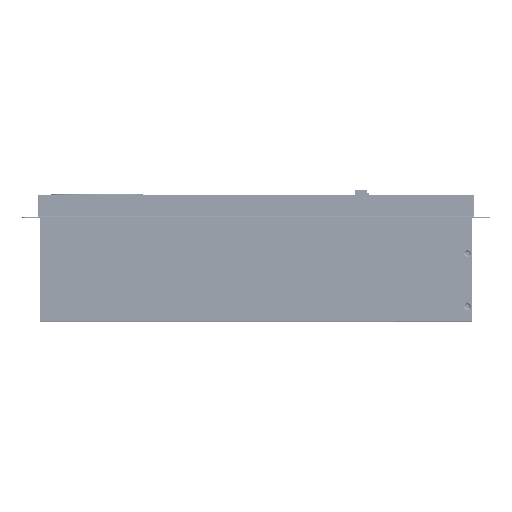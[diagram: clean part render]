
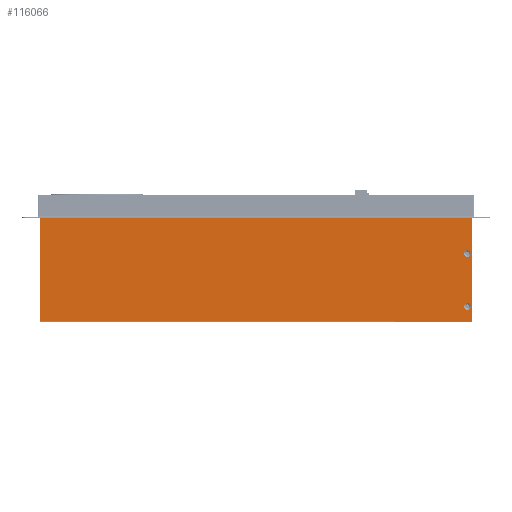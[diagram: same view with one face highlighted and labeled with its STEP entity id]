
A CAD part, left-side view. The second image highlights one B-rep face of the part: STEP entity #116066.
In plain terms, the highlighted planar face has unit normal (-1, 0, 0).
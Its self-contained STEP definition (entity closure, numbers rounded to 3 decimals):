
#1949 = CARTESIAN_POINT ( 'NONE',  ( 0., 548.929, 240. ) ) ;
#3571 = EDGE_LOOP ( 'NONE', ( #44960, #62847 ) ) ;
#5364 = LINE ( 'NONE', #33747, #153512 ) ;
#6516 = CARTESIAN_POINT ( 'NONE',  ( 0., 6.5, 142. ) ) ;
#8418 = ORIENTED_EDGE ( 'NONE', *, *, #77249, .T. ) ;
#10695 = EDGE_CURVE ( 'NONE', #143010, #50072, #62439, .T. ) ;
#11108 = EDGE_CURVE ( 'NONE', #82435, #90498, #26772, .T. ) ;
#13062 = DIRECTION ( 'NONE',  ( -1., 0., 0. ) ) ;
#14710 = DIRECTION ( 'NONE',  ( -1., 0., 0. ) ) ;
#14981 = CARTESIAN_POINT ( 'NONE',  ( 0., 6.5, 82.75 ) ) ;
#16670 = DIRECTION ( 'NONE',  ( 0., 0., -1. ) ) ;
#20585 = CARTESIAN_POINT ( 'NONE',  ( 0., 539.5, 158.8 ) ) ;
#21219 = DIRECTION ( 'NONE',  ( -1., 0., 0. ) ) ;
#23160 = CARTESIAN_POINT ( 'NONE',  ( 0., 6.5, 91.25 ) ) ;
#23665 = CARTESIAN_POINT ( 'NONE',  ( 0., 16., 159. ) ) ;
#26772 = LINE ( 'NONE', #171057, #124771 ) ;
#27372 = ORIENTED_EDGE ( 'NONE', *, *, #11108, .F. ) ;
#27648 = CARTESIAN_POINT ( 'NONE',  ( 0., 548.929, 159. ) ) ;
#27786 = ORIENTED_EDGE ( 'NONE', *, *, #93501, .F. ) ;
#33747 = CARTESIAN_POINT ( 'NONE',  ( 0., 0., 159. ) ) ;
#34339 = DIRECTION ( 'NONE',  ( 0., 0., -1. ) ) ;
#36515 = DIRECTION ( 'NONE',  ( 0., 0., 1. ) ) ;
#36930 = DIRECTION ( 'NONE',  ( 0., 0., -1. ) ) ;
#37194 = CIRCLE ( 'NONE', #107866, 4.25 ) ;
#37548 = DIRECTION ( 'NONE',  ( 0., 0., 1. ) ) ;
#37764 = FACE_BOUND ( 'NONE', #104198, .T. ) ;
#37953 = VERTEX_POINT ( 'NONE', #14981 ) ;
#38412 = CARTESIAN_POINT ( 'NONE',  ( 0., 0., 1.2 ) ) ;
#38459 = VERTEX_POINT ( 'NONE', #27648 ) ;
#40297 = VECTOR ( 'NONE', #34339, 1000. ) ;
#40634 = EDGE_CURVE ( 'NONE', #92250, #164988, #168234, .T. ) ;
#41573 = DIRECTION ( 'NONE',  ( 0., 0., 1. ) ) ;
#41792 = CARTESIAN_POINT ( 'NONE',  ( 0., 1., 158. ) ) ;
#42359 = DIRECTION ( 'NONE',  ( -1., 0., 0. ) ) ;
#44960 = ORIENTED_EDGE ( 'NONE', *, *, #130787, .F. ) ;
#46465 = CARTESIAN_POINT ( 'NONE',  ( 0., 0., 159. ) ) ;
#46727 = CARTESIAN_POINT ( 'NONE',  ( 0., 6.5, 15.75 ) ) ;
#49715 = DIRECTION ( 'NONE',  ( -1., 0., 0. ) ) ;
#50072 = VERTEX_POINT ( 'NONE', #101911 ) ;
#50260 = AXIS2_PLACEMENT_3D ( 'NONE', #165843, #21219, #60912 ) ;
#50281 = ORIENTED_EDGE ( 'NONE', *, *, #75354, .F. ) ;
#50428 = DIRECTION ( 'NONE',  ( -1., 0., 0. ) ) ;
#51445 = DIRECTION ( 'NONE',  ( 0., 1., 0. ) ) ;
#55025 = EDGE_LOOP ( 'NONE', ( #27786, #122736 ) ) ;
#58910 = DIRECTION ( 'NONE',  ( 0., -1., 0. ) ) ;
#59167 = VECTOR ( 'NONE', #61041, 1000. ) ;
#60808 = CARTESIAN_POINT ( 'NONE',  ( 0., 6.5, 87. ) ) ;
#60912 = DIRECTION ( 'NONE',  ( 0., 0., 1. ) ) ;
#61041 = DIRECTION ( 'NONE',  ( 0., -1., 0. ) ) ;
#61384 = DIRECTION ( 'NONE',  ( 0., 0., 1. ) ) ;
#62439 = CIRCLE ( 'NONE', #134133, 1. ) ;
#62847 = ORIENTED_EDGE ( 'NONE', *, *, #133867, .F. ) ;
#62894 = FACE_BOUND ( 'NONE', #3571, .T. ) ;
#66042 = VECTOR ( 'NONE', #36515, 1000. ) ;
#66504 = CARTESIAN_POINT ( 'NONE',  ( 0., 6.5, 24.25 ) ) ;
#68217 = VERTEX_POINT ( 'NONE', #46727 ) ;
#69103 = FACE_BOUND ( 'NONE', #55025, .T. ) ;
#71529 = LINE ( 'NONE', #73165, #155006 ) ;
#73165 = CARTESIAN_POINT ( 'NONE',  ( 0., 548.929, 1.2 ) ) ;
#73883 = VERTEX_POINT ( 'NONE', #23160 ) ;
#75310 = CARTESIAN_POINT ( 'NONE',  ( 0., 16., 158.8 ) ) ;
#75354 = EDGE_CURVE ( 'NONE', #38459, #82435, #5364, .T. ) ;
#75813 = LINE ( 'NONE', #46465, #59167 ) ;
#75983 = PLANE ( 'NONE',  #166708 ) ;
#77249 = EDGE_CURVE ( 'NONE', #101238, #104218, #71529, .T. ) ;
#77663 = EDGE_CURVE ( 'NONE', #37953, #73883, #98426, .T. ) ;
#78547 = EDGE_CURVE ( 'NONE', #148565, #167894, #117134, .T. ) ;
#78576 = LINE ( 'NONE', #117243, #111817 ) ;
#80136 = CIRCLE ( 'NONE', #151850, 4.25 ) ;
#81265 = CARTESIAN_POINT ( 'NONE',  ( 0., 6.5, 87. ) ) ;
#82435 = VERTEX_POINT ( 'NONE', #137585 ) ;
#82943 = EDGE_CURVE ( 'NONE', #164988, #50072, #75813, .T. ) ;
#83807 = CARTESIAN_POINT ( 'NONE',  ( 0., 6.5, 20. ) ) ;
#84376 = DIRECTION ( 'NONE',  ( 0., 0., 1. ) ) ;
#85532 = DIRECTION ( 'NONE',  ( -1., 0., 0. ) ) ;
#86731 = ORIENTED_EDGE ( 'NONE', *, *, #136977, .T. ) ;
#90498 = VERTEX_POINT ( 'NONE', #20585 ) ;
#90653 = EDGE_CURVE ( 'NONE', #92250, #90498, #78576, .T. ) ;
#92250 = VERTEX_POINT ( 'NONE', #75310 ) ;
#92334 = CARTESIAN_POINT ( 'NONE',  ( 0., 6.5, 142. ) ) ;
#93501 = EDGE_CURVE ( 'NONE', #167894, #148565, #138364, .T. ) ;
#98426 = CIRCLE ( 'NONE', #167095, 4.25 ) ;
#101238 = VERTEX_POINT ( 'NONE', #111261 ) ;
#101911 = CARTESIAN_POINT ( 'NONE',  ( 0., 1., 159. ) ) ;
#101920 = CARTESIAN_POINT ( 'NONE',  ( 0., 0., 159. ) ) ;
#101952 = ORIENTED_EDGE ( 'NONE', *, *, #77663, .F. ) ;
#102799 = LINE ( 'NONE', #101920, #40297 ) ;
#102937 = CARTESIAN_POINT ( 'NONE',  ( 0., 6.5, 137.75 ) ) ;
#104198 = EDGE_LOOP ( 'NONE', ( #134139, #101952 ) ) ;
#104218 = VERTEX_POINT ( 'NONE', #38412 ) ;
#105087 = DIRECTION ( 'NONE',  ( 0., 0., -1. ) ) ;
#106323 = DIRECTION ( 'NONE',  ( 0., 0., 1. ) ) ;
#107866 = AXIS2_PLACEMENT_3D ( 'NONE', #83807, #85532, #84376 ) ;
#109561 = CARTESIAN_POINT ( 'NONE',  ( 0., 0., 158. ) ) ;
#111261 = CARTESIAN_POINT ( 'NONE',  ( 0., 548.929, 1.2 ) ) ;
#111280 = CIRCLE ( 'NONE', #50260, 4.25 ) ;
#111817 = VECTOR ( 'NONE', #51445, 1000. ) ;
#113452 = EDGE_LOOP ( 'NONE', ( #160762, #141348, #114758, #148588, #117795, #27372, #50281, #86731, #8418 ) ) ;
#114758 = ORIENTED_EDGE ( 'NONE', *, *, #82943, .F. ) ;
#116066 = ADVANCED_FACE ( 'NONE', ( #62894, #37764, #156735, #69103 ), #75983, .F. ) ;
#117134 = CIRCLE ( 'NONE', #135949, 4.25 ) ;
#117243 = CARTESIAN_POINT ( 'NONE',  ( 0., 16., 158.8 ) ) ;
#117611 = VECTOR ( 'NONE', #134370, 1000. ) ;
#117704 = AXIS2_PLACEMENT_3D ( 'NONE', #92334, #50428, #37548 ) ;
#117795 = ORIENTED_EDGE ( 'NONE', *, *, #90653, .T. ) ;
#122736 = ORIENTED_EDGE ( 'NONE', *, *, #78547, .F. ) ;
#124771 = VECTOR ( 'NONE', #105087, 1000. ) ;
#130787 = EDGE_CURVE ( 'NONE', #164634, #68217, #37194, .T. ) ;
#133867 = EDGE_CURVE ( 'NONE', #68217, #164634, #111280, .T. ) ;
#134133 = AXIS2_PLACEMENT_3D ( 'NONE', #41792, #42359, #16670 ) ;
#134139 = ORIENTED_EDGE ( 'NONE', *, *, #142315, .F. ) ;
#134370 = DIRECTION ( 'NONE',  ( 0., 0., -1. ) ) ;
#134443 = LINE ( 'NONE', #1949, #117611 ) ;
#135949 = AXIS2_PLACEMENT_3D ( 'NONE', #6516, #13062, #106323 ) ;
#136977 = EDGE_CURVE ( 'NONE', #38459, #101238, #134443, .T. ) ;
#137585 = CARTESIAN_POINT ( 'NONE',  ( 0., 539.5, 159. ) ) ;
#138364 = CIRCLE ( 'NONE', #117704, 4.25 ) ;
#141348 = ORIENTED_EDGE ( 'NONE', *, *, #10695, .T. ) ;
#142315 = EDGE_CURVE ( 'NONE', #73883, #37953, #80136, .T. ) ;
#143010 = VERTEX_POINT ( 'NONE', #109561 ) ;
#143269 = EDGE_CURVE ( 'NONE', #143010, #104218, #102799, .T. ) ;
#147133 = CARTESIAN_POINT ( 'NONE',  ( 0., 6.5, 146.25 ) ) ;
#148565 = VERTEX_POINT ( 'NONE', #102937 ) ;
#148588 = ORIENTED_EDGE ( 'NONE', *, *, #40634, .F. ) ;
#151850 = AXIS2_PLACEMENT_3D ( 'NONE', #60808, #49715, #61384 ) ;
#153512 = VECTOR ( 'NONE', #58910, 1000. ) ;
#155006 = VECTOR ( 'NONE', #164706, 1000. ) ;
#156735 = FACE_OUTER_BOUND ( 'NONE', #113452, .T. ) ;
#160762 = ORIENTED_EDGE ( 'NONE', *, *, #143269, .F. ) ;
#164634 = VERTEX_POINT ( 'NONE', #66504 ) ;
#164706 = DIRECTION ( 'NONE',  ( 0., -1., 0. ) ) ;
#164988 = VERTEX_POINT ( 'NONE', #171165 ) ;
#165843 = CARTESIAN_POINT ( 'NONE',  ( 0., 6.5, 20. ) ) ;
#166708 = AXIS2_PLACEMENT_3D ( 'NONE', #169294, #169869, #36930 ) ;
#167095 = AXIS2_PLACEMENT_3D ( 'NONE', #81265, #14710, #41573 ) ;
#167894 = VERTEX_POINT ( 'NONE', #147133 ) ;
#168234 = LINE ( 'NONE', #23665, #66042 ) ;
#169294 = CARTESIAN_POINT ( 'NONE',  ( 0., 0., 159. ) ) ;
#169869 = DIRECTION ( 'NONE',  ( 1., 0., 0. ) ) ;
#171057 = CARTESIAN_POINT ( 'NONE',  ( 0., 539.5, 159. ) ) ;
#171165 = CARTESIAN_POINT ( 'NONE',  ( 0., 16., 159. ) ) ;
